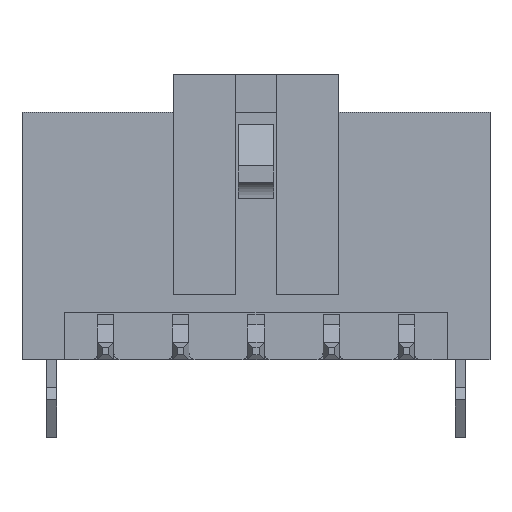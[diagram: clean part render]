
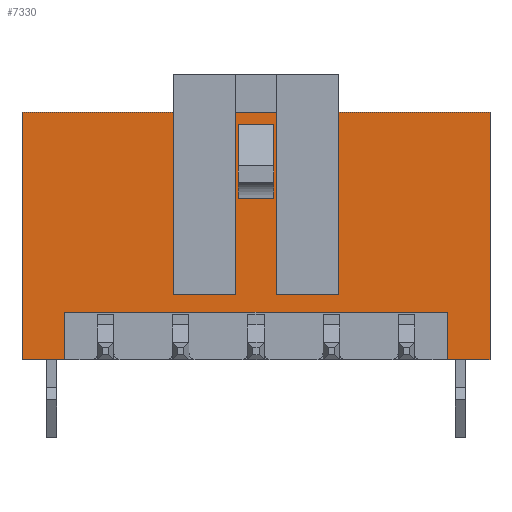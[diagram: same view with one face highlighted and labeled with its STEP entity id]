
A CAD part, front view. The second image highlights one B-rep face of the part: STEP entity #7330.
In plain terms, the highlighted planar face has unit normal (0, -1, 0).
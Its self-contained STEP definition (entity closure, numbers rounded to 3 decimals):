
#742=ORIENTED_EDGE('',*,*,#2730,.F.);
#743=ORIENTED_EDGE('',*,*,#2731,.F.);
#744=ORIENTED_EDGE('',*,*,#2732,.T.);
#745=ORIENTED_EDGE('',*,*,#2733,.T.);
#746=ORIENTED_EDGE('',*,*,#2734,.T.);
#747=ORIENTED_EDGE('',*,*,#2735,.T.);
#748=ORIENTED_EDGE('',*,*,#2651,.F.);
#749=ORIENTED_EDGE('',*,*,#2736,.T.);
#750=ORIENTED_EDGE('',*,*,#2737,.T.);
#751=ORIENTED_EDGE('',*,*,#2738,.F.);
#752=ORIENTED_EDGE('',*,*,#2739,.F.);
#753=ORIENTED_EDGE('',*,*,#2740,.T.);
#2651=EDGE_CURVE('',#3647,#3648,#4431,.T.);
#2730=EDGE_CURVE('',#3698,#3699,#4492,.T.);
#2731=EDGE_CURVE('',#3700,#3698,#4493,.T.);
#2732=EDGE_CURVE('',#3700,#3701,#4494,.T.);
#2733=EDGE_CURVE('',#3701,#3699,#4495,.T.);
#2734=EDGE_CURVE('',#3702,#3703,#4496,.T.);
#2735=EDGE_CURVE('',#3703,#3648,#4497,.T.);
#2736=EDGE_CURVE('',#3647,#3704,#4498,.T.);
#2737=EDGE_CURVE('',#3704,#3705,#4499,.T.);
#2738=EDGE_CURVE('',#3706,#3705,#4500,.T.);
#2739=EDGE_CURVE('',#3707,#3706,#4501,.T.);
#2740=EDGE_CURVE('',#3707,#3702,#4502,.T.);
#3647=VERTEX_POINT('',#10662);
#3648=VERTEX_POINT('',#10664);
#3698=VERTEX_POINT('',#10817);
#3699=VERTEX_POINT('',#10818);
#3700=VERTEX_POINT('',#10820);
#3701=VERTEX_POINT('',#10822);
#3702=VERTEX_POINT('',#10825);
#3703=VERTEX_POINT('',#10826);
#3704=VERTEX_POINT('',#10829);
#3705=VERTEX_POINT('',#10831);
#3706=VERTEX_POINT('',#10833);
#3707=VERTEX_POINT('',#10835);
#4431=LINE('',#10663,#5455);
#4492=LINE('',#10816,#5516);
#4493=LINE('',#10819,#5517);
#4494=LINE('',#10821,#5518);
#4495=LINE('',#10823,#5519);
#4496=LINE('',#10824,#5520);
#4497=LINE('',#10827,#5521);
#4498=LINE('',#10828,#5522);
#4499=LINE('',#10830,#5523);
#4500=LINE('',#10832,#5524);
#4501=LINE('',#10834,#5525);
#4502=LINE('',#10836,#5526);
#5455=VECTOR('',#8581,1000.);
#5516=VECTOR('',#8726,1000.);
#5517=VECTOR('',#8727,1000.);
#5518=VECTOR('',#8728,1000.);
#5519=VECTOR('',#8729,1000.);
#5520=VECTOR('',#8730,1000.);
#5521=VECTOR('',#8731,1000.);
#5522=VECTOR('',#8732,1000.);
#5523=VECTOR('',#8733,1000.);
#5524=VECTOR('',#8734,1000.);
#5525=VECTOR('',#8735,1000.);
#5526=VECTOR('',#8736,1000.);
#6218=EDGE_LOOP('',(#742,#743,#744,#745));
#6219=EDGE_LOOP('',(#746,#747,#748,#749,#750,#751,#752,#753));
#6604=FACE_BOUND('',#6218,.T.);
#6605=FACE_BOUND('',#6219,.T.);
#6990=PLANE('',#7761);
#7330=ADVANCED_FACE('',(#6604,#6605),#6990,.T.);
#7761=AXIS2_PLACEMENT_3D('',#10815,#8724,#8725);
#8581=DIRECTION('',(-1.,0.,0.));
#8724=DIRECTION('',(0.,-1.,0.));
#8725=DIRECTION('',(0.,0.,-1.));
#8726=DIRECTION('',(-1.,0.,0.));
#8727=DIRECTION('',(0.,0.,1.));
#8728=DIRECTION('',(-1.,0.,0.));
#8729=DIRECTION('',(0.,0.,1.));
#8730=DIRECTION('',(1.,0.,0.));
#8731=DIRECTION('',(0.,0.,-1.));
#8732=DIRECTION('',(0.,0.,1.));
#8733=DIRECTION('',(-1.,0.,0.));
#8734=DIRECTION('',(0.,0.,1.));
#8735=DIRECTION('',(-1.,0.,0.));
#8736=DIRECTION('',(0.,0.,1.));
#10662=CARTESIAN_POINT('',(9.35,-3.43,-4.95));
#10663=CARTESIAN_POINT('',(9.35,-3.43,-4.95));
#10664=CARTESIAN_POINT('',(7.65,-3.43,-4.95));
#10815=CARTESIAN_POINT('',(9.35,-3.43,-4.95));
#10816=CARTESIAN_POINT('',(0.7,-3.43,4.45));
#10817=CARTESIAN_POINT('',(0.7,-3.43,4.45));
#10818=CARTESIAN_POINT('',(-0.7,-3.43,4.45));
#10819=CARTESIAN_POINT('',(0.7,-3.43,1.5));
#10820=CARTESIAN_POINT('',(0.7,-3.43,1.5));
#10821=CARTESIAN_POINT('',(0.7,-3.43,1.5));
#10822=CARTESIAN_POINT('',(-0.7,-3.43,1.5));
#10823=CARTESIAN_POINT('',(-0.7,-3.43,1.5));
#10824=CARTESIAN_POINT('',(-7.65,-3.43,-3.05));
#10825=CARTESIAN_POINT('',(-7.65,-3.43,-3.05));
#10826=CARTESIAN_POINT('',(7.65,-3.43,-3.05));
#10827=CARTESIAN_POINT('',(7.65,-3.43,-3.05));
#10828=CARTESIAN_POINT('',(9.35,-3.43,-4.95));
#10829=CARTESIAN_POINT('',(9.35,-3.43,4.95));
#10830=CARTESIAN_POINT('',(9.35,-3.43,4.95));
#10831=CARTESIAN_POINT('',(-9.35,-3.43,4.95));
#10832=CARTESIAN_POINT('',(-9.35,-3.43,-4.95));
#10833=CARTESIAN_POINT('',(-9.35,-3.43,-4.95));
#10834=CARTESIAN_POINT('',(9.35,-3.43,-4.95));
#10835=CARTESIAN_POINT('',(-7.65,-3.43,-4.95));
#10836=CARTESIAN_POINT('',(-7.65,-3.43,-4.95));
